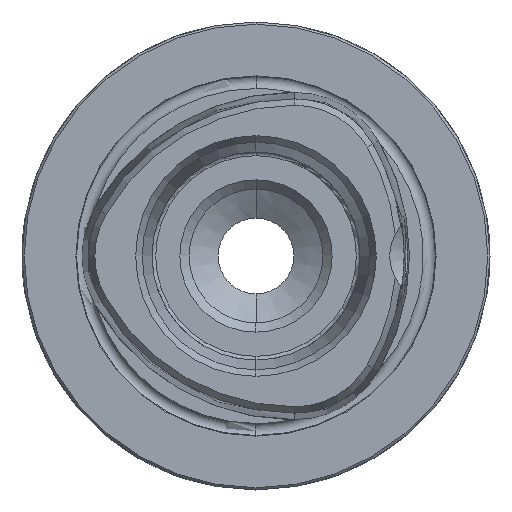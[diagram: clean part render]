
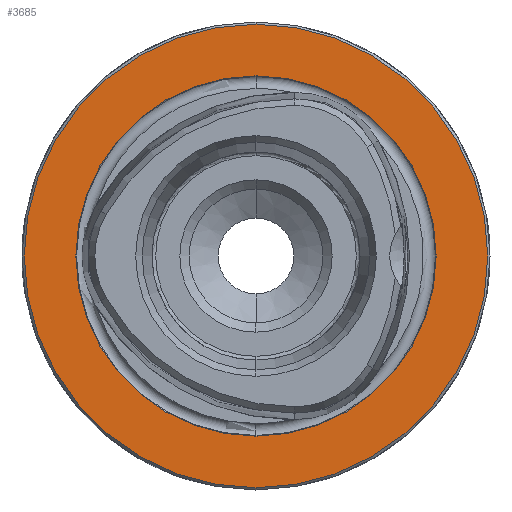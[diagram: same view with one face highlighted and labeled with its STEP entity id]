
A CAD part, left-side view. The second image highlights one B-rep face of the part: STEP entity #3685.
In plain terms, the highlighted planar face has unit normal (-1, 0, 0).
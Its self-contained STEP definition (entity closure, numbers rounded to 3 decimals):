
#290 = FACE_BOUND ( 'NONE', #3934, .T. ) ;
#546 = EDGE_CURVE ( 'NONE', #1850, #2492, #737, .T. ) ;
#677 = AXIS2_PLACEMENT_3D ( 'NONE', #944, #3585, #1333 ) ;
#714 = CARTESIAN_POINT ( 'NONE',  ( 0., 0., 0. ) ) ;
#720 = DIRECTION ( 'NONE',  ( 0., 0., 1. ) ) ;
#737 = CIRCLE ( 'NONE', #3662, 31.2 ) ;
#836 = AXIS2_PLACEMENT_3D ( 'NONE', #1091, #4116, #720 ) ;
#931 = CARTESIAN_POINT ( 'NONE',  ( 0., 0., 31.2 ) ) ;
#944 = CARTESIAN_POINT ( 'NONE',  ( 0., 0., 0. ) ) ;
#1091 = CARTESIAN_POINT ( 'NONE',  ( 0., 0., 0. ) ) ;
#1270 = EDGE_LOOP ( 'NONE', ( #4833, #3132 ) ) ;
#1333 = DIRECTION ( 'NONE',  ( 0., 0., 1. ) ) ;
#1346 = CARTESIAN_POINT ( 'NONE',  ( 0., 0., 24.25 ) ) ;
#1678 = CARTESIAN_POINT ( 'NONE',  ( 0., 0., 0. ) ) ;
#1715 = EDGE_CURVE ( 'NONE', #2492, #1850, #2487, .T. ) ;
#1771 = CARTESIAN_POINT ( 'NONE',  ( 0., 0., -24.25 ) ) ;
#1850 = VERTEX_POINT ( 'NONE', #4492 ) ;
#1853 = AXIS2_PLACEMENT_3D ( 'NONE', #2617, #2571, #3716 ) ;
#2204 = FACE_OUTER_BOUND ( 'NONE', #1270, .T. ) ;
#2213 = DIRECTION ( 'NONE',  ( -1., 0., 0. ) ) ;
#2453 = DIRECTION ( 'NONE',  ( 0., 0., 1. ) ) ;
#2487 = CIRCLE ( 'NONE', #677, 31.2 ) ;
#2492 = VERTEX_POINT ( 'NONE', #931 ) ;
#2535 = ORIENTED_EDGE ( 'NONE', *, *, #3144, .F. ) ;
#2571 = DIRECTION ( 'NONE',  ( 1., 0., 0. ) ) ;
#2617 = CARTESIAN_POINT ( 'NONE',  ( 0., 24.25, 0. ) ) ;
#2818 = DIRECTION ( 'NONE',  ( -1., 0., 0. ) ) ;
#3132 = ORIENTED_EDGE ( 'NONE', *, *, #1715, .T. ) ;
#3144 = EDGE_CURVE ( 'NONE', #4892, #3254, #4714, .T. ) ;
#3254 = VERTEX_POINT ( 'NONE', #1771 ) ;
#3272 = ORIENTED_EDGE ( 'NONE', *, *, #4090, .F. ) ;
#3351 = CIRCLE ( 'NONE', #836, 24.25 ) ;
#3508 = AXIS2_PLACEMENT_3D ( 'NONE', #714, #2213, #3728 ) ;
#3585 = DIRECTION ( 'NONE',  ( -1., 0., 0. ) ) ;
#3662 = AXIS2_PLACEMENT_3D ( 'NONE', #1678, #2818, #2453 ) ;
#3685 = ADVANCED_FACE ( 'NONE', ( #290, #2204 ), #4074, .F. ) ;
#3716 = DIRECTION ( 'NONE',  ( 0., 0., -1. ) ) ;
#3728 = DIRECTION ( 'NONE',  ( 0., 0., 1. ) ) ;
#3934 = EDGE_LOOP ( 'NONE', ( #2535, #3272 ) ) ;
#4074 = PLANE ( 'NONE',  #1853 ) ;
#4090 = EDGE_CURVE ( 'NONE', #3254, #4892, #3351, .T. ) ;
#4116 = DIRECTION ( 'NONE',  ( -1., 0., 0. ) ) ;
#4492 = CARTESIAN_POINT ( 'NONE',  ( 0., 0., -31.2 ) ) ;
#4714 = CIRCLE ( 'NONE', #3508, 24.25 ) ;
#4833 = ORIENTED_EDGE ( 'NONE', *, *, #546, .T. ) ;
#4892 = VERTEX_POINT ( 'NONE', #1346 ) ;
